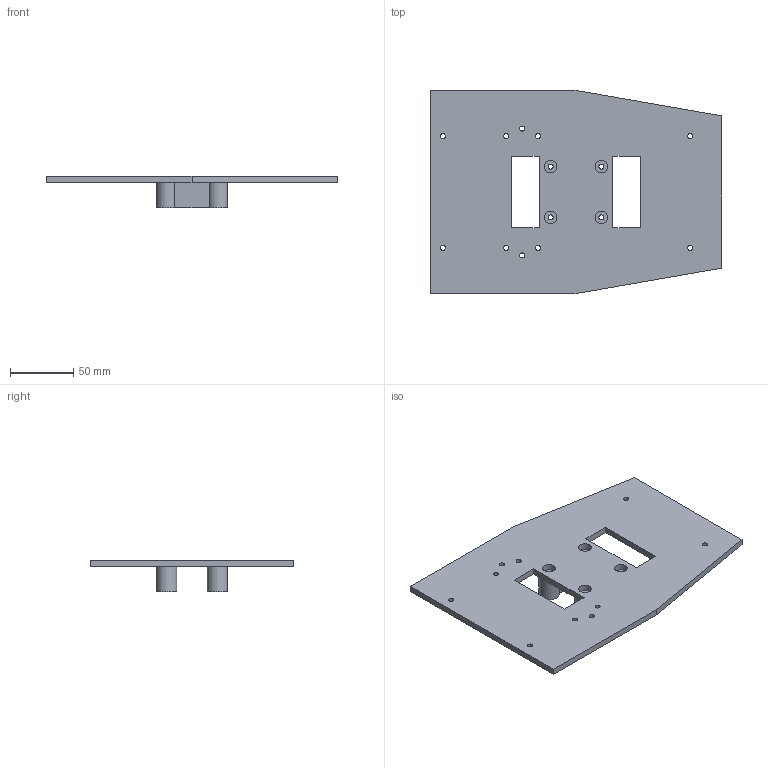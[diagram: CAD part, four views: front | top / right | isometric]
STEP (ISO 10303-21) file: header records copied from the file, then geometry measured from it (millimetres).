
FILE_DESCRIPTION(('FreeCAD Model'),'2;1');
FILE_NAME( 'MountPlate.step', '2020-11-18T07:59:55',('Author'),(''), 'Open CASCADE STEP processor 7.3','FreeCAD','Unknown');
FILE_SCHEMA(('AUTOMOTIVE_DESIGN { 1 0 10303 214 1 1 1 1 }'));
Length unit declared in the file: millimetre
Products named in the file (1): MountPlate
Bounding box: 230 x 160 x 25 mm (x, y, z)
Volume: 183105.9 mm3; surface area: 76617.2 mm2
Topology: 1 solids, 1 shells, 48 faces, 120 edges, 80 vertices
Faces by surface type: plane 26, cylinder 22
Full cylindrical faces by diameter (mm): 4 x14, 10 x4
Entity records: 3141 total; most frequent: CARTESIAN_POINT 585, DIRECTION 486, LINE 272, VECTOR 272, ORIENTED_EDGE 240, PCURVE 240, DEFINITIONAL_REPRESENTATION 240, EDGE_CURVE 120
